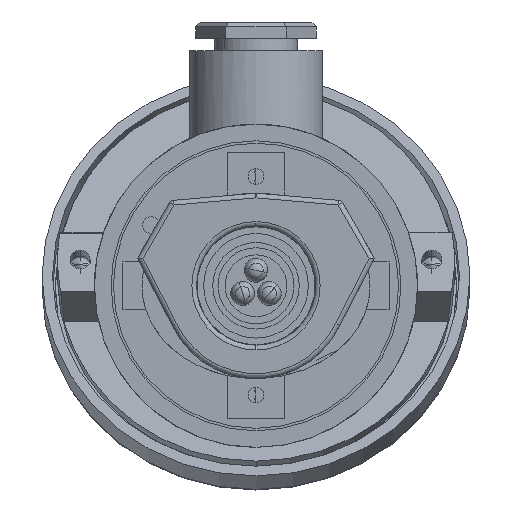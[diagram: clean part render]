
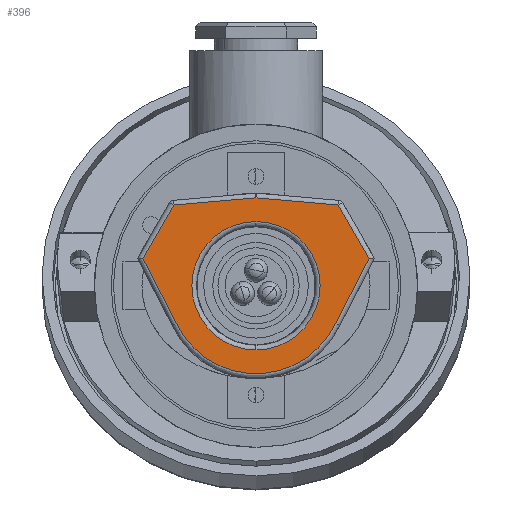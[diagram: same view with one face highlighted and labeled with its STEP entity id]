
A CAD part, front view. The second image highlights one B-rep face of the part: STEP entity #396.
In plain terms, the highlighted planar face has unit normal (0, -1, 0).
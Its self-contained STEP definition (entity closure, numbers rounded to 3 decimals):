
#14 = CARTESIAN_POINT ( 'NONE',  ( 16.444, 0., -8.476 ) ) ;
#234 = EDGE_CURVE ( 'NONE', #12852, #4497, #11494, .T. ) ;
#396 = ADVANCED_FACE ( 'NONE', ( #13490, #6892 ), #12342, .F. ) ;
#437 = CARTESIAN_POINT ( 'NONE',  ( -23.792, 0., 5.78 ) ) ;
#638 = CARTESIAN_POINT ( 'NONE',  ( 0., 0., -13.5 ) ) ;
#639 = CARTESIAN_POINT ( 'NONE',  ( -1.606, 0., 18.356 ) ) ;
#706 = CARTESIAN_POINT ( 'NONE',  ( 1.606, 0., 18.356 ) ) ;
#960 = CIRCLE ( 'NONE', #5563, 18.511 ) ;
#1043 = VERTEX_POINT ( 'NONE', #1223 ) ;
#1124 = CARTESIAN_POINT ( 'NONE',  ( 20.347, 0., 11.747 ) ) ;
#1223 = CARTESIAN_POINT ( 'NONE',  ( -16.741, 0., -7.901 ) ) ;
#1418 = VECTOR ( 'NONE', #3758, 1000. ) ;
#1432 = CIRCLE ( 'NONE', #5819, 13.5 ) ;
#1480 = EDGE_CURVE ( 'NONE', #4988, #5105, #11065, .T. ) ;
#1617 = ORIENTED_EDGE ( 'NONE', *, *, #1480, .T. ) ;
#2029 = ORIENTED_EDGE ( 'NONE', *, *, #5176, .T. ) ;
#2068 = ORIENTED_EDGE ( 'NONE', *, *, #12107, .T. ) ;
#2291 = ORIENTED_EDGE ( 'NONE', *, *, #4383, .T. ) ;
#2583 = CARTESIAN_POINT ( 'NONE',  ( -17.326, 0., 16.98 ) ) ;
#2656 = ORIENTED_EDGE ( 'NONE', *, *, #234, .T. ) ;
#2704 = DIRECTION ( 'NONE',  ( 0., 1., 0. ) ) ;
#2801 = VECTOR ( 'NONE', #3187, 1000. ) ;
#2832 = CARTESIAN_POINT ( 'NONE',  ( 0., 0., 0. ) ) ;
#3187 = DIRECTION ( 'NONE',  ( 0.458, 0., 0.889 ) ) ;
#3384 = CARTESIAN_POINT ( 'NONE',  ( 23.792, 0., 5.78 ) ) ;
#3573 = DIRECTION ( 'NONE',  ( -0.5, 0., 0.866 ) ) ;
#3758 = DIRECTION ( 'NONE',  ( 0.458, 0., -0.889 ) ) ;
#3902 = DIRECTION ( 'NONE',  ( 0., -1., 0. ) ) ;
#4188 = LINE ( 'NONE', #14, #2801 ) ;
#4370 = EDGE_CURVE ( 'NONE', #1043, #8333, #960, .T. ) ;
#4383 = EDGE_CURVE ( 'NONE', #8333, #4988, #4188, .T. ) ;
#4497 = VERTEX_POINT ( 'NONE', #437 ) ;
#4988 = VERTEX_POINT ( 'NONE', #3384 ) ;
#5012 = DIRECTION ( 'NONE',  ( -0.996, 0., -0.087 ) ) ;
#5044 = CARTESIAN_POINT ( 'NONE',  ( 16.741, 0., -7.901 ) ) ;
#5086 = EDGE_CURVE ( 'NONE', #5105, #6592, #9344, .T. ) ;
#5105 = VERTEX_POINT ( 'NONE', #13724 ) ;
#5176 = EDGE_CURVE ( 'NONE', #6592, #12852, #10504, .T. ) ;
#5563 = AXIS2_PLACEMENT_3D ( 'NONE', #9375, #3902, #7301 ) ;
#5819 = AXIS2_PLACEMENT_3D ( 'NONE', #12560, #2704, #8039 ) ;
#5919 = AXIS2_PLACEMENT_3D ( 'NONE', #2832, #6441, #10601 ) ;
#6137 = LINE ( 'NONE', #10525, #1418 ) ;
#6168 = VERTEX_POINT ( 'NONE', #638 ) ;
#6441 = DIRECTION ( 'NONE',  ( 0., 1., 0. ) ) ;
#6555 = ORIENTED_EDGE ( 'NONE', *, *, #9897, .T. ) ;
#6592 = VERTEX_POINT ( 'NONE', #13636 ) ;
#6892 = FACE_OUTER_BOUND ( 'NONE', #13172, .T. ) ;
#6972 = VERTEX_POINT ( 'NONE', #11392 ) ;
#7072 = CIRCLE ( 'NONE', #5919, 13.5 ) ;
#7301 = DIRECTION ( 'NONE',  ( 0., 0., 1. ) ) ;
#7844 = VECTOR ( 'NONE', #10573, 1000. ) ;
#8039 = DIRECTION ( 'NONE',  ( 0., 0., 1. ) ) ;
#8313 = VECTOR ( 'NONE', #5012, 1000. ) ;
#8333 = VERTEX_POINT ( 'NONE', #5044 ) ;
#8759 = CARTESIAN_POINT ( 'NONE',  ( -20.347, 0., 11.747 ) ) ;
#8905 = DIRECTION ( 'NONE',  ( -0.5, 0., -0.866 ) ) ;
#9108 = CARTESIAN_POINT ( 'NONE',  ( 0., 0., 0. ) ) ;
#9344 = LINE ( 'NONE', #706, #7844 ) ;
#9375 = CARTESIAN_POINT ( 'NONE',  ( 0., 0., 0. ) ) ;
#9897 = EDGE_CURVE ( 'NONE', #4497, #1043, #6137, .T. ) ;
#10184 = ORIENTED_EDGE ( 'NONE', *, *, #4370, .T. ) ;
#10301 = EDGE_CURVE ( 'NONE', #6972, #6168, #1432, .T. ) ;
#10504 = LINE ( 'NONE', #639, #8313 ) ;
#10525 = CARTESIAN_POINT ( 'NONE',  ( -16.444, 0., -8.476 ) ) ;
#10573 = DIRECTION ( 'NONE',  ( -0.996, 0., 0.087 ) ) ;
#10601 = DIRECTION ( 'NONE',  ( 0., 0., 1. ) ) ;
#11065 = LINE ( 'NONE', #1124, #13728 ) ;
#11265 = DIRECTION ( 'NONE',  ( 0., 0., 1. ) ) ;
#11392 = CARTESIAN_POINT ( 'NONE',  ( 0., 0., 13.5 ) ) ;
#11410 = DIRECTION ( 'NONE',  ( 0., 1., 0. ) ) ;
#11494 = LINE ( 'NONE', #8759, #12105 ) ;
#12105 = VECTOR ( 'NONE', #8905, 1000. ) ;
#12107 = EDGE_CURVE ( 'NONE', #6168, #6972, #7072, .T. ) ;
#12342 = PLANE ( 'NONE',  #12804 ) ;
#12560 = CARTESIAN_POINT ( 'NONE',  ( 0., 0., 0. ) ) ;
#12804 = AXIS2_PLACEMENT_3D ( 'NONE', #9108, #11410, #11265 ) ;
#12852 = VERTEX_POINT ( 'NONE', #2583 ) ;
#12970 = ORIENTED_EDGE ( 'NONE', *, *, #10301, .T. ) ;
#13172 = EDGE_LOOP ( 'NONE', ( #6555, #10184, #2291, #1617, #13979, #2029, #2656 ) ) ;
#13490 = FACE_BOUND ( 'NONE', #13853, .T. ) ;
#13636 = CARTESIAN_POINT ( 'NONE',  ( 0., 0., 18.496 ) ) ;
#13724 = CARTESIAN_POINT ( 'NONE',  ( 17.326, 0., 16.98 ) ) ;
#13728 = VECTOR ( 'NONE', #3573, 1000. ) ;
#13853 = EDGE_LOOP ( 'NONE', ( #12970, #2068 ) ) ;
#13979 = ORIENTED_EDGE ( 'NONE', *, *, #5086, .T. ) ;
